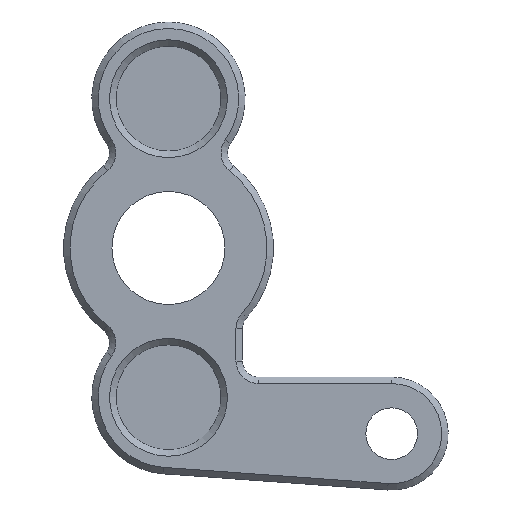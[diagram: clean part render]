
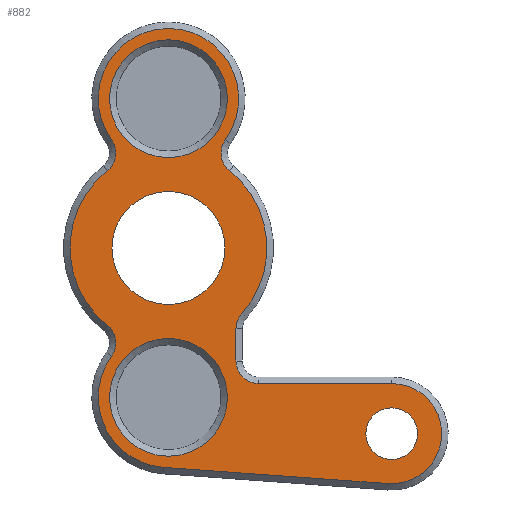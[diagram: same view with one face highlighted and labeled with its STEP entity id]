
A CAD part, left-side view. The second image highlights one B-rep face of the part: STEP entity #882.
In plain terms, the highlighted planar face has unit normal (-1, 0, 0).
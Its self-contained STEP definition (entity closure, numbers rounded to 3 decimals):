
#19=FACE_BOUND('',#151,.T.);
#20=FACE_BOUND('',#152,.T.);
#21=FACE_BOUND('',#153,.T.);
#22=FACE_BOUND('',#154,.T.);
#46=PLANE('',#996);
#87=FACE_OUTER_BOUND('',#150,.T.);
#150=EDGE_LOOP('',(#708,#709,#710,#711,#712,#713,#714,#715,#716,#717,#718,
#719,#720));
#151=EDGE_LOOP('',(#721));
#152=EDGE_LOOP('',(#722));
#153=EDGE_LOOP('',(#723));
#154=EDGE_LOOP('',(#724));
#217=CIRCLE('',#983,1.6);
#222=CIRCLE('',#993,3.65);
#225=CIRCLE('',#997,1.4);
#226=CIRCLE('',#998,1.4);
#227=CIRCLE('',#999,6.1);
#228=CIRCLE('',#1000,1.4);
#229=CIRCLE('',#1001,4.35);
#230=CIRCLE('',#1002,1.4);
#231=CIRCLE('',#1003,6.1);
#232=CIRCLE('',#1004,1.4);
#233=CIRCLE('',#1005,4.35);
#234=CIRCLE('',#1006,3.1);
#235=CIRCLE('',#1007,3.65);
#236=CIRCLE('',#1008,3.5);
#283=LINE('',#1515,#347);
#284=LINE('',#1519,#348);
#285=LINE('',#1537,#349);
#347=VECTOR('',#1229,10.);
#348=VECTOR('',#1232,10.);
#349=VECTOR('',#1249,10.);
#415=VERTEX_POINT('',#1485);
#420=VERTEX_POINT('',#1505);
#423=VERTEX_POINT('',#1513);
#424=VERTEX_POINT('',#1514);
#425=VERTEX_POINT('',#1516);
#426=VERTEX_POINT('',#1518);
#427=VERTEX_POINT('',#1520);
#428=VERTEX_POINT('',#1522);
#429=VERTEX_POINT('',#1524);
#430=VERTEX_POINT('',#1526);
#431=VERTEX_POINT('',#1528);
#432=VERTEX_POINT('',#1530);
#433=VERTEX_POINT('',#1532);
#434=VERTEX_POINT('',#1534);
#435=VERTEX_POINT('',#1536);
#436=VERTEX_POINT('',#1539);
#437=VERTEX_POINT('',#1541);
#512=EDGE_CURVE('',#415,#415,#217,.T.);
#522=EDGE_CURVE('',#420,#420,#222,.T.);
#526=EDGE_CURVE('',#423,#424,#283,.T.);
#527=EDGE_CURVE('',#425,#423,#225,.T.);
#528=EDGE_CURVE('',#426,#425,#284,.T.);
#529=EDGE_CURVE('',#427,#426,#226,.T.);
#530=EDGE_CURVE('',#428,#427,#227,.T.);
#531=EDGE_CURVE('',#429,#428,#228,.T.);
#532=EDGE_CURVE('',#430,#429,#229,.T.);
#533=EDGE_CURVE('',#431,#430,#230,.T.);
#534=EDGE_CURVE('',#432,#431,#231,.T.);
#535=EDGE_CURVE('',#433,#432,#232,.T.);
#536=EDGE_CURVE('',#434,#433,#233,.T.);
#537=EDGE_CURVE('',#435,#434,#285,.T.);
#538=EDGE_CURVE('',#424,#435,#234,.T.);
#539=EDGE_CURVE('',#436,#436,#235,.T.);
#540=EDGE_CURVE('',#437,#437,#236,.T.);
#708=ORIENTED_EDGE('',*,*,#526,.F.);
#709=ORIENTED_EDGE('',*,*,#527,.F.);
#710=ORIENTED_EDGE('',*,*,#528,.F.);
#711=ORIENTED_EDGE('',*,*,#529,.F.);
#712=ORIENTED_EDGE('',*,*,#530,.F.);
#713=ORIENTED_EDGE('',*,*,#531,.F.);
#714=ORIENTED_EDGE('',*,*,#532,.F.);
#715=ORIENTED_EDGE('',*,*,#533,.F.);
#716=ORIENTED_EDGE('',*,*,#534,.F.);
#717=ORIENTED_EDGE('',*,*,#535,.F.);
#718=ORIENTED_EDGE('',*,*,#536,.F.);
#719=ORIENTED_EDGE('',*,*,#537,.F.);
#720=ORIENTED_EDGE('',*,*,#538,.F.);
#721=ORIENTED_EDGE('',*,*,#539,.F.);
#722=ORIENTED_EDGE('',*,*,#512,.T.);
#723=ORIENTED_EDGE('',*,*,#540,.T.);
#724=ORIENTED_EDGE('',*,*,#522,.F.);
#882=ADVANCED_FACE('',(#87,#19,#20,#21,#22),#46,.T.);
#983=AXIS2_PLACEMENT_3D('',#1486,#1195,#1196);
#993=AXIS2_PLACEMENT_3D('',#1506,#1220,#1221);
#996=AXIS2_PLACEMENT_3D('',#1512,#1227,#1228);
#997=AXIS2_PLACEMENT_3D('',#1517,#1230,#1231);
#998=AXIS2_PLACEMENT_3D('',#1521,#1233,#1234);
#999=AXIS2_PLACEMENT_3D('',#1523,#1235,#1236);
#1000=AXIS2_PLACEMENT_3D('',#1525,#1237,#1238);
#1001=AXIS2_PLACEMENT_3D('',#1527,#1239,#1240);
#1002=AXIS2_PLACEMENT_3D('',#1529,#1241,#1242);
#1003=AXIS2_PLACEMENT_3D('',#1531,#1243,#1244);
#1004=AXIS2_PLACEMENT_3D('',#1533,#1245,#1246);
#1005=AXIS2_PLACEMENT_3D('',#1535,#1247,#1248);
#1006=AXIS2_PLACEMENT_3D('',#1538,#1250,#1251);
#1007=AXIS2_PLACEMENT_3D('',#1540,#1252,#1253);
#1008=AXIS2_PLACEMENT_3D('',#1542,#1254,#1255);
#1195=DIRECTION('center_axis',(1.,0.,0.));
#1196=DIRECTION('ref_axis',(0.,-1.,0.));
#1220=DIRECTION('center_axis',(-1.,0.,0.));
#1221=DIRECTION('ref_axis',(0.,1.,0.));
#1227=DIRECTION('center_axis',(-1.,0.,0.));
#1228=DIRECTION('ref_axis',(0.,-1.,0.));
#1229=DIRECTION('',(0.,-1.,0.));
#1230=DIRECTION('center_axis',(-1.,0.,0.));
#1231=DIRECTION('ref_axis',(0.,0.707,-0.707));
#1232=DIRECTION('',(0.,0.,-1.));
#1233=DIRECTION('center_axis',(-1.,0.,0.));
#1234=DIRECTION('ref_axis',(0.,0.934,0.358));
#1235=DIRECTION('center_axis',(1.,0.,0.));
#1236=DIRECTION('ref_axis',(0.,-1.,0.));
#1237=DIRECTION('center_axis',(-1.,0.,0.));
#1238=DIRECTION('ref_axis',(0.,0.991,-0.137));
#1239=DIRECTION('center_axis',(1.,0.,0.));
#1240=DIRECTION('ref_axis',(0.,-1.,0.));
#1241=DIRECTION('center_axis',(-1.,0.,0.));
#1242=DIRECTION('ref_axis',(0.,-0.991,-0.137));
#1243=DIRECTION('center_axis',(1.,0.,0.));
#1244=DIRECTION('ref_axis',(0.,1.,0.));
#1245=DIRECTION('center_axis',(-1.,0.,0.));
#1246=DIRECTION('ref_axis',(0.,-0.991,0.137));
#1247=DIRECTION('center_axis',(1.,0.,0.));
#1248=DIRECTION('ref_axis',(0.,1.,0.));
#1249=DIRECTION('',(0.,0.997,0.072));
#1250=DIRECTION('center_axis',(1.,0.,0.));
#1251=DIRECTION('ref_axis',(0.,-1.,0.));
#1252=DIRECTION('center_axis',(-1.,0.,0.));
#1253=DIRECTION('ref_axis',(0.,1.,0.));
#1254=DIRECTION('center_axis',(1.,0.,0.));
#1255=DIRECTION('ref_axis',(0.,-1.,0.));
#1485=CARTESIAN_POINT('',(-27.575,-12.227,-11.5));
#1486=CARTESIAN_POINT('Origin',(-27.575,-13.827,-11.5));
#1505=CARTESIAN_POINT('',(-27.575,-3.65,9.25));
#1506=CARTESIAN_POINT('Origin',(-27.575,0.,9.25));
#1512=CARTESIAN_POINT('Origin',(-27.575,0.,0.));
#1513=CARTESIAN_POINT('',(-27.575,-5.583,-8.4));
#1514=CARTESIAN_POINT('',(-27.575,-13.827,-8.4));
#1515=CARTESIAN_POINT('',(-27.575,-6.914,-8.4));
#1516=CARTESIAN_POINT('',(-27.575,-4.183,-7.));
#1517=CARTESIAN_POINT('Origin',(-27.575,-5.583,-7.));
#1518=CARTESIAN_POINT('',(-27.575,-4.183,-5.008));
#1519=CARTESIAN_POINT('',(-27.575,-4.183,-4.));
#1520=CARTESIAN_POINT('',(-27.575,-4.54,-4.074));
#1521=CARTESIAN_POINT('Origin',(-27.575,-5.583,-5.008));
#1522=CARTESIAN_POINT('',(-27.575,-3.788,4.781));
#1523=CARTESIAN_POINT('Origin',(-27.575,0.,0.));
#1524=CARTESIAN_POINT('',(-27.575,-3.524,6.699));
#1525=CARTESIAN_POINT('Origin',(-27.575,-4.658,5.878));
#1526=CARTESIAN_POINT('',(-27.575,3.524,6.699));
#1527=CARTESIAN_POINT('Origin',(-27.575,0.,9.25));
#1528=CARTESIAN_POINT('',(-27.575,3.788,4.781));
#1529=CARTESIAN_POINT('Origin',(-27.575,4.658,5.878));
#1530=CARTESIAN_POINT('',(-27.575,3.788,-4.781));
#1531=CARTESIAN_POINT('Origin',(-27.575,0.,0.));
#1532=CARTESIAN_POINT('',(-27.575,3.524,-6.699));
#1533=CARTESIAN_POINT('Origin',(-27.575,4.658,-5.878));
#1534=CARTESIAN_POINT('',(-27.575,0.313,-13.589));
#1535=CARTESIAN_POINT('Origin',(-27.575,0.,-9.25));
#1536=CARTESIAN_POINT('',(-27.575,-13.604,-14.592));
#1537=CARTESIAN_POINT('',(-27.575,0.644,-13.565));
#1538=CARTESIAN_POINT('Origin',(-27.575,-13.827,-11.5));
#1539=CARTESIAN_POINT('',(-27.575,-3.65,-9.25));
#1540=CARTESIAN_POINT('Origin',(-27.575,0.,-9.25));
#1541=CARTESIAN_POINT('',(-27.575,3.5,0.));
#1542=CARTESIAN_POINT('Origin',(-27.575,0.,0.));
